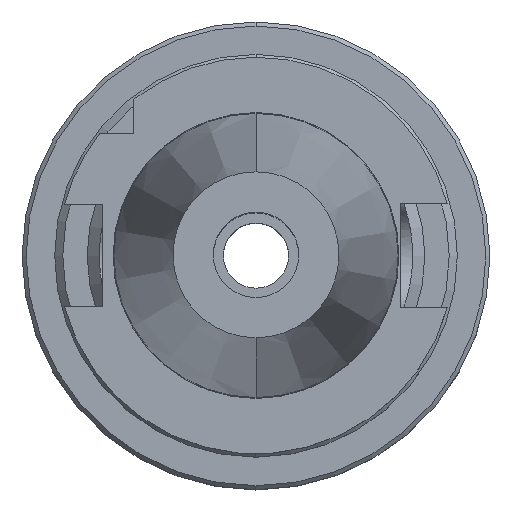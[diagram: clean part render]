
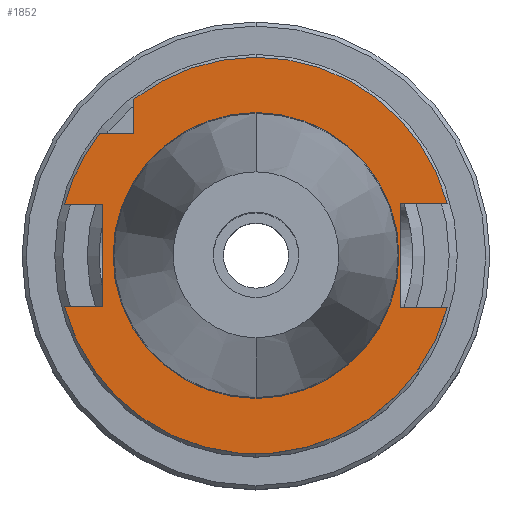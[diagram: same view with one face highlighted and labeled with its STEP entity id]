
A CAD part, top view. The second image highlights one B-rep face of the part: STEP entity #1852.
In plain terms, the highlighted planar face has unit normal (0, 0, 1).
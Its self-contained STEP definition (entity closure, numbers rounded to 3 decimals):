
#362=DIRECTION('',(0.,-1.,0.));
#363=VECTOR('',#362,8.426);
#364=CARTESIAN_POINT('',(-30.,38.426,-3.2));
#365=LINE('',#364,#363);
#369=DIRECTION('',(-1.,0.,0.));
#370=VECTOR('',#369,11.526);
#371=CARTESIAN_POINT('',(47.026,12.85,-3.2));
#372=LINE('',#371,#370);
#376=DIRECTION('',(0.,1.,0.));
#377=VECTOR('',#376,25.7);
#378=CARTESIAN_POINT('',(35.5,-12.85,-3.2));
#379=LINE('',#378,#377);
#383=DIRECTION('',(-1.,0.,0.));
#384=VECTOR('',#383,11.526);
#385=CARTESIAN_POINT('',(47.026,-12.85,-3.2));
#386=LINE('',#385,#384);
#390=DIRECTION('',(1.,0.,0.));
#391=VECTOR('',#390,9.407);
#392=CARTESIAN_POINT('',(-47.107,-12.55,-3.2));
#393=LINE('',#392,#391);
#397=DIRECTION('',(0.,1.,0.));
#398=VECTOR('',#397,25.1);
#399=CARTESIAN_POINT('',(-37.7,-12.55,-3.2));
#400=LINE('',#399,#398);
#404=DIRECTION('',(1.,0.,0.));
#405=VECTOR('',#404,9.407);
#406=CARTESIAN_POINT('',(-47.107,12.55,-3.2));
#407=LINE('',#406,#405);
#411=DIRECTION('',(1.,0.,0.));
#412=VECTOR('',#411,8.426);
#413=CARTESIAN_POINT('',(-38.426,30.,-3.2));
#414=LINE('',#413,#412);
#432=CARTESIAN_POINT('',(0.,0.,-3.2));
#433=DIRECTION('',(0.,0.,1.));
#434=DIRECTION('',(0.,1.,0.));
#435=AXIS2_PLACEMENT_3D('',#432,#433,#434);
#440=CARTESIAN_POINT('',(0.,0.,-3.2));
#441=DIRECTION('',(0.,0.,-1.));
#442=DIRECTION('',(0.,1.,0.));
#443=AXIS2_PLACEMENT_3D('',#440,#441,#442);
#1252=CARTESIAN_POINT('',(0.,0.,-3.2));
#1253=DIRECTION('',(0.,0.,1.));
#1254=DIRECTION('',(-0.966,-0.257,0.));
#1255=AXIS2_PLACEMENT_3D('',#1252,#1253,#1254);
#1297=CARTESIAN_POINT('',(0.,0.,-3.2));
#1298=DIRECTION('',(0.,0.,1.));
#1299=DIRECTION('',(0.965,0.264,0.));
#1300=AXIS2_PLACEMENT_3D('',#1297,#1298,#1299);
#1312=CARTESIAN_POINT('',(0.,0.,-3.2));
#1313=DIRECTION('',(0.,0.,1.));
#1314=DIRECTION('',(-0.788,0.615,0.));
#1315=AXIS2_PLACEMENT_3D('',#1312,#1313,#1314);
#1357=CARTESIAN_POINT('',(0.,35.034,-3.2));
#1359=VERTEX_POINT('',#1357);
#1367=CARTESIAN_POINT('',(0.,-35.034,-3.2));
#1369=VERTEX_POINT('',#1367);
#1389=CARTESIAN_POINT('',(47.026,12.85,-3.2));
#1390=VERTEX_POINT('',#1389);
#1391=CARTESIAN_POINT('',(47.026,-12.85,-3.2));
#1392=VERTEX_POINT('',#1391);
#1393=CARTESIAN_POINT('',(35.5,-12.85,-3.2));
#1394=CARTESIAN_POINT('',(35.5,12.85,-3.2));
#1395=VERTEX_POINT('',#1393);
#1396=VERTEX_POINT('',#1394);
#1433=CARTESIAN_POINT('',(-47.107,12.55,-3.2));
#1434=VERTEX_POINT('',#1433);
#1435=CARTESIAN_POINT('',(-47.107,-12.55,-3.2));
#1436=VERTEX_POINT('',#1435);
#1437=CARTESIAN_POINT('',(-37.7,-12.55,-3.2));
#1438=CARTESIAN_POINT('',(-37.7,12.55,-3.2));
#1439=VERTEX_POINT('',#1437);
#1440=VERTEX_POINT('',#1438);
#1465=CARTESIAN_POINT('',(-30.,38.426,-3.2));
#1466=VERTEX_POINT('',#1465);
#1467=CARTESIAN_POINT('',(-38.426,30.,-3.2));
#1468=VERTEX_POINT('',#1467);
#1469=CARTESIAN_POINT('',(-30.,30.,-3.2));
#1470=VERTEX_POINT('',#1469);
#1820=CARTESIAN_POINT('',(0.,0.,-3.2));
#1821=DIRECTION('',(0.,0.,-1.));
#1822=DIRECTION('',(0.,-1.,0.));
#1823=AXIS2_PLACEMENT_3D('',#1820,#1821,#1822);
#1824=PLANE('',#1823);
#1826=ORIENTED_EDGE('',*,*,#1825,.F.);
#1828=ORIENTED_EDGE('',*,*,#1827,.F.);
#1829=ORIENTED_EDGE('',*,*,#1741,.T.);
#1831=ORIENTED_EDGE('',*,*,#1830,.F.);
#1833=ORIENTED_EDGE('',*,*,#1832,.F.);
#1835=ORIENTED_EDGE('',*,*,#1834,.F.);
#1836=ORIENTED_EDGE('',*,*,#1802,.T.);
#1837=ORIENTED_EDGE('',*,*,#1618,.T.);
#1839=ORIENTED_EDGE('',*,*,#1838,.F.);
#1841=ORIENTED_EDGE('',*,*,#1840,.F.);
#1843=ORIENTED_EDGE('',*,*,#1842,.T.);
#1844=EDGE_LOOP('',(#1826,#1828,#1829,#1831,#1833,#1835,#1836,#1837,#1839,#1841,
#1843));
#1845=FACE_OUTER_BOUND('',#1844,.F.);
#1847=ORIENTED_EDGE('',*,*,#1846,.T.);
#1849=ORIENTED_EDGE('',*,*,#1848,.F.);
#1850=EDGE_LOOP('',(#1847,#1849));
#1851=FACE_BOUND('',#1850,.F.);
#436=CIRCLE('',#435,35.034);
#444=CIRCLE('',#443,35.034);
#1256=CIRCLE('',#1255,48.75);
#1301=CIRCLE('',#1300,48.75);
#1316=CIRCLE('',#1315,48.75);
#1618=EDGE_CURVE('',#1439,#1440,#400,.T.);
#1741=EDGE_CURVE('',#1390,#1396,#372,.T.);
#1802=EDGE_CURVE('',#1436,#1439,#393,.T.);
#1825=EDGE_CURVE('',#1466,#1470,#365,.T.);
#1827=EDGE_CURVE('',#1390,#1466,#1301,.T.);
#1830=EDGE_CURVE('',#1395,#1396,#379,.T.);
#1832=EDGE_CURVE('',#1392,#1395,#386,.T.);
#1834=EDGE_CURVE('',#1436,#1392,#1256,.T.);
#1838=EDGE_CURVE('',#1434,#1440,#407,.T.);
#1840=EDGE_CURVE('',#1468,#1434,#1316,.T.);
#1842=EDGE_CURVE('',#1468,#1470,#414,.T.);
#1846=EDGE_CURVE('',#1359,#1369,#436,.T.);
#1848=EDGE_CURVE('',#1359,#1369,#444,.T.);
#1852=ADVANCED_FACE('',(#1845,#1851),#1824,.F.);
